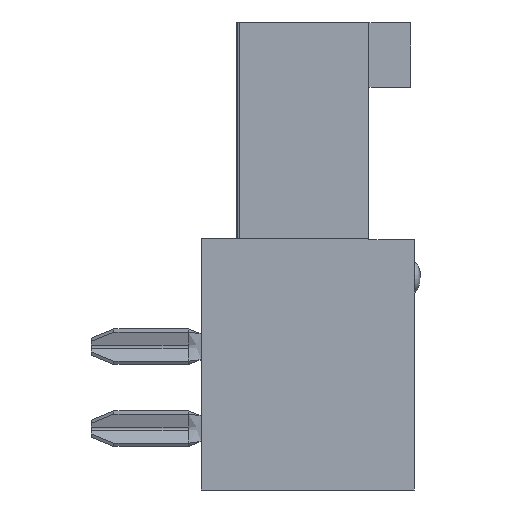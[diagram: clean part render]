
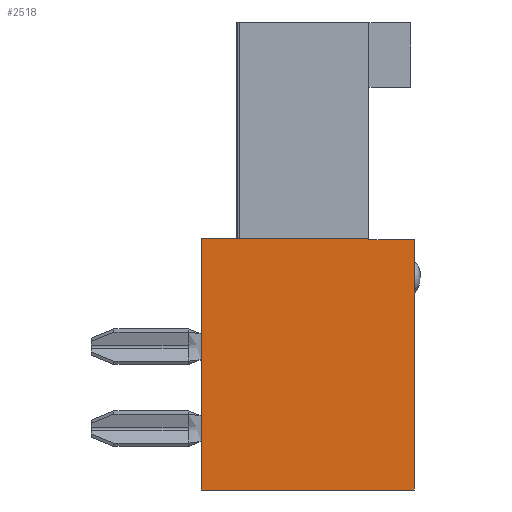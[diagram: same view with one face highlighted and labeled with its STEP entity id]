
A CAD part, left-side view. The second image highlights one B-rep face of the part: STEP entity #2518.
In plain terms, the highlighted planar face has unit normal (-1, 0, 0).
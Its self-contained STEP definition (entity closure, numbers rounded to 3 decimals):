
#2518 = ADVANCED_FACE( '', ( #5320 ), #5321, .F. );
#5320 = FACE_OUTER_BOUND( '', #8518, .T. );
#5321 = PLANE( '', #8519 );
#8518 = EDGE_LOOP( '', ( #16095, #16096, #16097, #16098, #16099, #16100, #16101, #16102, #16103, #16104, #16105, #16106 ) );
#8519 = AXIS2_PLACEMENT_3D( '', #16107, #16108, #16109 );
#16095 = ORIENTED_EDGE( '', *, *, #22152, .F. );
#16096 = ORIENTED_EDGE( '', *, *, #19761, .T. );
#16097 = ORIENTED_EDGE( '', *, *, #20016, .F. );
#16098 = ORIENTED_EDGE( '', *, *, #22153, .T. );
#16099 = ORIENTED_EDGE( '', *, *, #19877, .F. );
#16100 = ORIENTED_EDGE( '', *, *, #22154, .F. );
#16101 = ORIENTED_EDGE( '', *, *, #21944, .F. );
#16102 = ORIENTED_EDGE( '', *, *, #19640, .F. );
#16103 = ORIENTED_EDGE( '', *, *, #20353, .F. );
#16104 = ORIENTED_EDGE( '', *, *, #20671, .F. );
#16105 = ORIENTED_EDGE( '', *, *, #22155, .F. );
#16106 = ORIENTED_EDGE( '', *, *, #19105, .F. );
#16107 = CARTESIAN_POINT( '', ( -23.255, 0., 0. ) );
#16108 = DIRECTION( '', ( 1., 0., 0. ) );
#16109 = DIRECTION( '', ( 0., 0., -1. ) );
#19105 = EDGE_CURVE( '', #22983, #22985, #22986, .T. );
#19640 = EDGE_CURVE( '', #23923, #23917, #23925, .T. );
#19761 = EDGE_CURVE( '', #24131, #24132, #24133, .F. );
#19877 = EDGE_CURVE( '', #24337, #24338, #24339, .T. );
#20016 = EDGE_CURVE( '', #24573, #24132, #24574, .T. );
#20353 = EDGE_CURVE( '', #25116, #23923, #25118, .T. );
#20671 = EDGE_CURVE( '', #25637, #25116, #25639, .T. );
#21944 = EDGE_CURVE( '', #23917, #27406, #27408, .T. );
#22152 = EDGE_CURVE( '', #24131, #22983, #27657, .T. );
#22153 = EDGE_CURVE( '', #24573, #24338, #27658, .F. );
#22154 = EDGE_CURVE( '', #27406, #24337, #27659, .T. );
#22155 = EDGE_CURVE( '', #22985, #25637, #27660, .T. );
#22983 = VERTEX_POINT( '', #28681 );
#22985 = VERTEX_POINT( '', #28684 );
#22986 = LINE( '', #28685, #28686 );
#23917 = VERTEX_POINT( '', #30010 );
#23923 = VERTEX_POINT( '', #30019 );
#23925 = LINE( '', #30022, #30023 );
#24131 = VERTEX_POINT( '', #30314 );
#24132 = VERTEX_POINT( '', #30315 );
#24133 = CIRCLE( '', #30316, 0.02 );
#24337 = VERTEX_POINT( '', #30616 );
#24338 = VERTEX_POINT( '', #30617 );
#24339 = LINE( '', #30618, #30619 );
#24573 = VERTEX_POINT( '', #30967 );
#24574 = LINE( '', #30968, #30969 );
#25116 = VERTEX_POINT( '', #31728 );
#25118 = LINE( '', #31731, #31732 );
#25637 = VERTEX_POINT( '', #32519 );
#25639 = LINE( '', #32522, #32523 );
#27406 = VERTEX_POINT( '', #35154 );
#27408 = LINE( '', #35157, #35158 );
#27657 = LINE( '', #35522, #35523 );
#27658 = CIRCLE( '', #35524, 0.02 );
#27659 = LINE( '', #35525, #35526 );
#27660 = LINE( '', #35527, #35528 );
#28681 = CARTESIAN_POINT( '', ( -23.255, -3.3, 2.2 ) );
#28684 = CARTESIAN_POINT( '', ( -23.255, -3.3, -3.9 ) );
#28685 = CARTESIAN_POINT( '', ( -23.255, -3.3, 3.9 ) );
#28686 = VECTOR( '', #36494, 1000. );
#30010 = CARTESIAN_POINT( '', ( -23.255, -1.9, 3.85 ) );
#30019 = CARTESIAN_POINT( '', ( -23.255, -1.9, 3.9 ) );
#30022 = CARTESIAN_POINT( '', ( -23.255, -1.9, 0. ) );
#30023 = VECTOR( '', #37003, 1000. );
#30314 = CARTESIAN_POINT( '', ( -23.255, -3.31, 2.2 ) );
#30315 = CARTESIAN_POINT( '', ( -23.255, -3.33, 2.22 ) );
#30316 = AXIS2_PLACEMENT_3D( '', #37128, #37129, #37130 );
#30616 = CARTESIAN_POINT( '', ( -23.255, -3.3, 2.25 ) );
#30617 = CARTESIAN_POINT( '', ( -23.255, -3.31, 2.25 ) );
#30618 = CARTESIAN_POINT( '', ( -23.255, -3.3, 2.25 ) );
#30619 = VECTOR( '', #37248, 1000. );
#30967 = CARTESIAN_POINT( '', ( -23.255, -3.33, 2.23 ) );
#30968 = CARTESIAN_POINT( '', ( -23.255, -3.33, 2.25 ) );
#30969 = VECTOR( '', #37378, 1000. );
#31728 = CARTESIAN_POINT( '', ( -23.255, 3.3, 3.9 ) );
#31731 = CARTESIAN_POINT( '', ( -23.255, 3.3, 3.9 ) );
#31732 = VECTOR( '', #37753, 1000. );
#32519 = CARTESIAN_POINT( '', ( -23.255, 3.3, -3.9 ) );
#32522 = CARTESIAN_POINT( '', ( -23.255, 3.3, -3.9 ) );
#32523 = VECTOR( '', #38045, 1000. );
#35154 = CARTESIAN_POINT( '', ( -23.255, -3.3, 3.85 ) );
#35157 = CARTESIAN_POINT( '', ( -23.255, 0., 3.85 ) );
#35158 = VECTOR( '', #39129, 1000. );
#35522 = CARTESIAN_POINT( '', ( -23.255, -3.33, 2.2 ) );
#35523 = VECTOR( '', #39290, 1000. );
#35524 = AXIS2_PLACEMENT_3D( '', #39291, #39292, #39293 );
#35525 = CARTESIAN_POINT( '', ( -23.255, -3.3, 3.9 ) );
#35526 = VECTOR( '', #39294, 1000. );
#35527 = CARTESIAN_POINT( '', ( -23.255, -3.3, -3.9 ) );
#35528 = VECTOR( '', #39295, 1000. );
#36494 = DIRECTION( '', ( 0., 0., -1. ) );
#37003 = DIRECTION( '', ( 0., 0., -1. ) );
#37128 = CARTESIAN_POINT( '', ( -23.255, -3.31, 2.22 ) );
#37129 = DIRECTION( '', ( 1., 0., 0. ) );
#37130 = DIRECTION( '', ( 0., 0., -1. ) );
#37248 = DIRECTION( '', ( 0., -1., 0. ) );
#37378 = DIRECTION( '', ( 0., 0., -1. ) );
#37753 = DIRECTION( '', ( 0., -1., 0. ) );
#38045 = DIRECTION( '', ( 0., 0., 1. ) );
#39129 = DIRECTION( '', ( 0., -1., 0. ) );
#39290 = DIRECTION( '', ( 0., 1., 0. ) );
#39291 = CARTESIAN_POINT( '', ( -23.255, -3.31, 2.23 ) );
#39292 = DIRECTION( '', ( 1., 0., 0. ) );
#39293 = DIRECTION( '', ( 0., 0., -1. ) );
#39294 = DIRECTION( '', ( 0., 0., -1. ) );
#39295 = DIRECTION( '', ( 0., 1., 0. ) );
